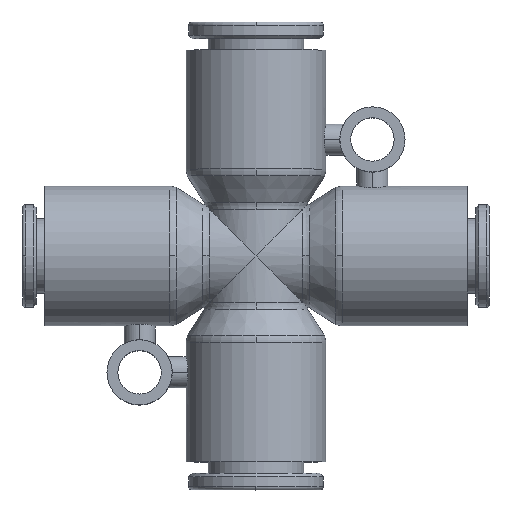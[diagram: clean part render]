
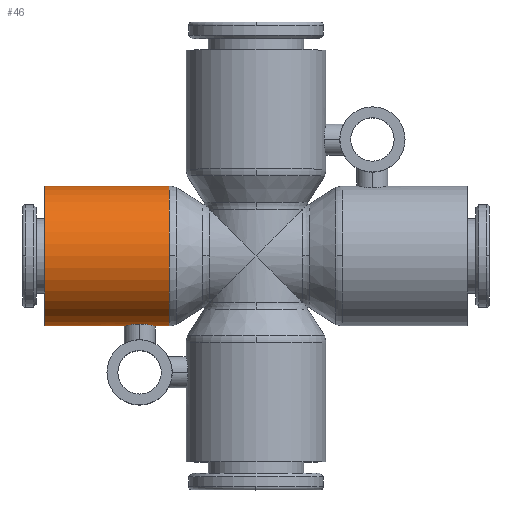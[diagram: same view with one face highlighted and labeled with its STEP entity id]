
A CAD part, top view. The second image highlights one B-rep face of the part: STEP entity #46.
In plain terms, the highlighted cylindrical face has radius 6.75 mm (diameter 13.5 mm), a partial arc.
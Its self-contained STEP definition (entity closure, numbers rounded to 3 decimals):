
#46=ADVANCED_FACE('',(#157),#158,.T.);
#157=FACE_OUTER_BOUND('',#397,.T.);
#158=CYLINDRICAL_SURFACE('',#398,6.75);
#397=EDGE_LOOP('',(#637,#638,#639,#640,#641,#642,#643,#644));
#398=AXIS2_PLACEMENT_3D('',#645,#646,#647);
#637=ORIENTED_EDGE('',*,*,#1555,.F.);
#638=ORIENTED_EDGE('',*,*,#1556,.T.);
#639=ORIENTED_EDGE('',*,*,#1557,.T.);
#640=ORIENTED_EDGE('',*,*,#1558,.F.);
#641=ORIENTED_EDGE('',*,*,#1559,.F.);
#642=ORIENTED_EDGE('',*,*,#1560,.F.);
#643=ORIENTED_EDGE('',*,*,#1561,.T.);
#644=ORIENTED_EDGE('',*,*,#1562,.T.);
#645=CARTESIAN_POINT('',(-14.4,0.,0.0));
#646=DIRECTION('',(-1.0,0.,0.0));
#647=DIRECTION('',(0.,-1.0,0.0));
#1555=EDGE_CURVE('',#1849,#1850,#1851,.T.);
#1556=EDGE_CURVE('',#1849,#1852,#1853,.T.);
#1557=EDGE_CURVE('',#1852,#1854,#1855,.T.);
#1558=EDGE_CURVE('',#1856,#1854,#1857,.T.);
#1559=EDGE_CURVE('',#1858,#1856,#1859,.T.);
#1560=EDGE_CURVE('',#1860,#1858,#1861,.T.);
#1561=EDGE_CURVE('',#1860,#1862,#1863,.T.);
#1562=EDGE_CURVE('',#1862,#1850,#1864,.T.);
#1849=VERTEX_POINT('',#2335);
#1850=VERTEX_POINT('',#2336);
#1851=LINE('',#2337,#2338);
#1852=VERTEX_POINT('',#2339);
#1853=CIRCLE('',#2340,6.75);
#1854=VERTEX_POINT('',#2341);
#1855=CIRCLE('',#2342,6.75);
#1856=VERTEX_POINT('',#2343);
#1857=LINE('',#2344,#2345);
#1858=VERTEX_POINT('',#2346);
#1859=CIRCLE('',#2347,6.75);
#1860=VERTEX_POINT('',#2348);
#1861=LINE('',#2349,#2350);
#1862=VERTEX_POINT('',#2351);
#1863=B_SPLINE_CURVE_WITH_KNOTS('',3,(#2352,#2353,#2354,#2355,#2356,#2357,#2358,#2359,#2360,#2361,#2362,#2363,#2364,#2365),.UNSPECIFIED.,.F.,.F.,(4,2,2,2,2,2,4),(2.268,2.552,2.835,3.402,3.969,4.253,4.537),.UNSPECIFIED.);
#1864=B_SPLINE_CURVE_WITH_KNOTS('',3,(#2366,#2367,#2368,#2369,#2370,#2371,#2372,#2373,#2374,#2375,#2376,#2377,#2378,#2379),.UNSPECIFIED.,.F.,.F.,(4,2,2,2,2,2,4),(4.537,4.82,5.104,5.671,6.238,6.521,6.805),.UNSPECIFIED.);
#2335=CARTESIAN_POINT('',(-8.4,-6.75,0.0));
#2336=CARTESIAN_POINT('',(-9.75,-6.75,0.));
#2337=CARTESIAN_POINT('',(-14.4,-6.75,0.));
#2338=VECTOR('',#3463,1.0);
#2339=CARTESIAN_POINT('',(-8.4,0.,6.75));
#2340=AXIS2_PLACEMENT_3D('',#3464,#3465,#3466);
#2341=CARTESIAN_POINT('',(-8.4,6.75,0.));
#2342=AXIS2_PLACEMENT_3D('',#3467,#3468,#3469);
#2343=CARTESIAN_POINT('',(-20.4,6.75,0.));
#2344=CARTESIAN_POINT('',(-14.4,6.75,0.));
#2345=VECTOR('',#3470,1.0);
#2346=CARTESIAN_POINT('',(-20.4,-6.75,0.0));
#2347=AXIS2_PLACEMENT_3D('',#3471,#3472,#3473);
#2348=CARTESIAN_POINT('',(-12.75,-6.75,0.));
#2349=CARTESIAN_POINT('',(-14.4,-6.75,0.));
#2350=VECTOR('',#3474,1.0);
#2351=CARTESIAN_POINT('',(-11.25,-6.581,1.5));
#2352=CARTESIAN_POINT('',(-12.75,-6.75,0.));
#2353=CARTESIAN_POINT('',(-12.75,-6.75,0.095));
#2354=CARTESIAN_POINT('',(-12.741,-6.748,0.192));
#2355=CARTESIAN_POINT('',(-12.703,-6.74,0.386));
#2356=CARTESIAN_POINT('',(-12.674,-6.733,0.483));
#2357=CARTESIAN_POINT('',(-12.559,-6.71,0.76));
#2358=CARTESIAN_POINT('',(-12.443,-6.687,0.928));
#2359=CARTESIAN_POINT('',(-12.178,-6.645,1.193));
#2360=CARTESIAN_POINT('',(-12.01,-6.622,1.309));
#2361=CARTESIAN_POINT('',(-11.733,-6.598,1.424));
#2362=CARTESIAN_POINT('',(-11.636,-6.592,1.453));
#2363=CARTESIAN_POINT('',(-11.442,-6.583,1.491));
#2364=CARTESIAN_POINT('',(-11.345,-6.581,1.5));
#2365=CARTESIAN_POINT('',(-11.25,-6.581,1.5));
#2366=CARTESIAN_POINT('',(-11.25,-6.581,1.5));
#2367=CARTESIAN_POINT('',(-11.155,-6.581,1.5));
#2368=CARTESIAN_POINT('',(-11.058,-6.583,1.491));
#2369=CARTESIAN_POINT('',(-10.864,-6.592,1.453));
#2370=CARTESIAN_POINT('',(-10.767,-6.598,1.424));
#2371=CARTESIAN_POINT('',(-10.49,-6.622,1.309));
#2372=CARTESIAN_POINT('',(-10.322,-6.645,1.193));
#2373=CARTESIAN_POINT('',(-10.057,-6.687,0.928));
#2374=CARTESIAN_POINT('',(-9.941,-6.71,0.76));
#2375=CARTESIAN_POINT('',(-9.826,-6.733,0.483));
#2376=CARTESIAN_POINT('',(-9.797,-6.74,0.386));
#2377=CARTESIAN_POINT('',(-9.759,-6.748,0.192));
#2378=CARTESIAN_POINT('',(-9.75,-6.75,0.095));
#2379=CARTESIAN_POINT('',(-9.75,-6.75,0.));
#3463=DIRECTION('',(-1.0,0.,0.0));
#3464=CARTESIAN_POINT('',(-8.4,0.,0.0));
#3465=DIRECTION('',(-1.0,0.,0.0));
#3466=DIRECTION('',(0.,-1.0,0.0));
#3467=CARTESIAN_POINT('',(-8.4,0.,0.0));
#3468=DIRECTION('',(-1.0,0.,0.0));
#3469=DIRECTION('',(0.,-1.0,0.0));
#3470=DIRECTION('',(1.0,0.,-0.0));
#3471=CARTESIAN_POINT('',(-20.4,0.,0.0));
#3472=DIRECTION('',(-1.0,0.,0.0));
#3473=DIRECTION('',(0.,-1.0,0.0));
#3474=DIRECTION('',(-1.0,0.,0.0));
